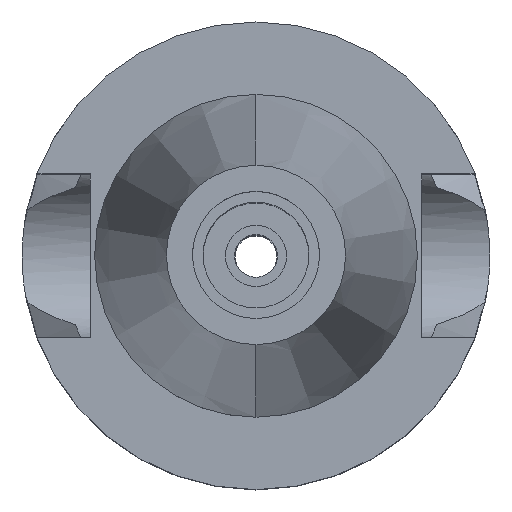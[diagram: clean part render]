
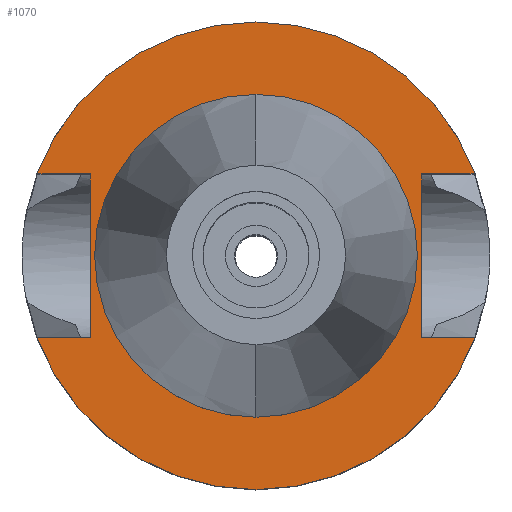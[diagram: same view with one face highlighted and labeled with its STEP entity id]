
A CAD part, top view. The second image highlights one B-rep face of the part: STEP entity #1070.
In plain terms, the highlighted planar face has unit normal (0, 0, 1).
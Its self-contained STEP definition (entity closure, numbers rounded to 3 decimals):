
#13 = ORIENTED_EDGE ( 'NONE', *, *, #2028, .F. ) ;
#22 = LINE ( 'NONE', #938, #1312 ) ;
#45 = AXIS2_PLACEMENT_3D ( 'NONE', #2508, #2490, #2700 ) ;
#70 = CARTESIAN_POINT ( 'NONE',  ( -16.3, -8.05, -1. ) ) ;
#129 = EDGE_CURVE ( 'NONE', #2132, #757, #1117, .T. ) ;
#145 = VERTEX_POINT ( 'NONE', #982 ) ;
#146 = VECTOR ( 'NONE', #1086, 1000. ) ;
#151 = ORIENTED_EDGE ( 'NONE', *, *, #2005, .T. ) ;
#175 = VERTEX_POINT ( 'NONE', #547 ) ;
#183 = FACE_OUTER_BOUND ( 'NONE', #1139, .T. ) ;
#229 = EDGE_CURVE ( 'NONE', #365, #2132, #22, .T. ) ;
#232 = CARTESIAN_POINT ( 'NONE',  ( -21.545, 8.05, -1. ) ) ;
#253 = DIRECTION ( 'NONE',  ( 0., -1., 0. ) ) ;
#279 = VERTEX_POINT ( 'NONE', #232 ) ;
#315 = DIRECTION ( 'NONE',  ( 0., 1., 0. ) ) ;
#345 = EDGE_CURVE ( 'NONE', #473, #757, #2232, .T. ) ;
#365 = VERTEX_POINT ( 'NONE', #1353 ) ;
#387 = DIRECTION ( 'NONE',  ( 0., 0., -1. ) ) ;
#431 = LINE ( 'NONE', #70, #854 ) ;
#473 = VERTEX_POINT ( 'NONE', #1482 ) ;
#480 = DIRECTION ( 'NONE',  ( 0., 1., 0. ) ) ;
#543 = EDGE_CURVE ( 'NONE', #2422, #175, #1672, .T. ) ;
#547 = CARTESIAN_POINT ( 'NONE',  ( 0., 15.875, -1. ) ) ;
#624 = DIRECTION ( 'NONE',  ( 0., -1., 0. ) ) ;
#663 = VERTEX_POINT ( 'NONE', #2069 ) ;
#667 = VECTOR ( 'NONE', #2383, 1000. ) ;
#751 = ORIENTED_EDGE ( 'NONE', *, *, #543, .F. ) ;
#757 = VERTEX_POINT ( 'NONE', #2231 ) ;
#764 = EDGE_CURVE ( 'NONE', #473, #663, #431, .T. ) ;
#773 = CARTESIAN_POINT ( 'NONE',  ( 0., 0., -1. ) ) ;
#832 = CARTESIAN_POINT ( 'NONE',  ( 0., -15.875, -1. ) ) ;
#854 = VECTOR ( 'NONE', #480, 1000. ) ;
#938 = CARTESIAN_POINT ( 'NONE',  ( 16.3, -8.05, -1. ) ) ;
#982 = CARTESIAN_POINT ( 'NONE',  ( 16.3, 8.05, -1. ) ) ;
#1059 = CIRCLE ( 'NONE', #2166, 23. ) ;
#1070 = ADVANCED_FACE ( 'NONE', ( #183, #2480 ), #2053, .F. ) ;
#1086 = DIRECTION ( 'NONE',  ( -1., 0., 0. ) ) ;
#1096 = CARTESIAN_POINT ( 'NONE',  ( -16.3, 8.05, -1. ) ) ;
#1117 = CIRCLE ( 'NONE', #2786, 23. ) ;
#1139 = EDGE_LOOP ( 'NONE', ( #1213, #2954, #1962, #1415, #151, #13, #2524, #1977 ) ) ;
#1160 = LINE ( 'NONE', #1096, #2079 ) ;
#1213 = ORIENTED_EDGE ( 'NONE', *, *, #345, .T. ) ;
#1247 = DIRECTION ( 'NONE',  ( 0., -1., 0. ) ) ;
#1249 = DIRECTION ( 'NONE',  ( 0., -1., 0. ) ) ;
#1312 = VECTOR ( 'NONE', #2769, 1000. ) ;
#1353 = CARTESIAN_POINT ( 'NONE',  ( 16.3, -8.05, -1. ) ) ;
#1356 = DIRECTION ( 'NONE',  ( -1., 0., 0. ) ) ;
#1415 = ORIENTED_EDGE ( 'NONE', *, *, #2941, .F. ) ;
#1482 = CARTESIAN_POINT ( 'NONE',  ( -16.3, -8.05, -1. ) ) ;
#1490 = AXIS2_PLACEMENT_3D ( 'NONE', #773, #1688, #1247 ) ;
#1522 = ORIENTED_EDGE ( 'NONE', *, *, #2530, .F. ) ;
#1551 = CARTESIAN_POINT ( 'NONE',  ( 16.3, 8.05, -1. ) ) ;
#1590 = CARTESIAN_POINT ( 'NONE',  ( 0., 0., -1. ) ) ;
#1597 = LINE ( 'NONE', #1551, #2932 ) ;
#1672 = CIRCLE ( 'NONE', #1490, 15.875 ) ;
#1684 = CARTESIAN_POINT ( 'NONE',  ( 21.545, 8.05, -1. ) ) ;
#1688 = DIRECTION ( 'NONE',  ( 0., 0., 1. ) ) ;
#1729 = AXIS2_PLACEMENT_3D ( 'NONE', #1590, #2066, #624 ) ;
#1784 = CARTESIAN_POINT ( 'NONE',  ( -16.3, -8.05, -1. ) ) ;
#1945 = CARTESIAN_POINT ( 'NONE',  ( 0., 0., -1. ) ) ;
#1962 = ORIENTED_EDGE ( 'NONE', *, *, #229, .F. ) ;
#1963 = VERTEX_POINT ( 'NONE', #1684 ) ;
#1977 = ORIENTED_EDGE ( 'NONE', *, *, #764, .F. ) ;
#2005 = EDGE_CURVE ( 'NONE', #145, #1963, #2454, .T. ) ;
#2028 = EDGE_CURVE ( 'NONE', #279, #1963, #1059, .T. ) ;
#2053 = PLANE ( 'NONE',  #1729 ) ;
#2066 = DIRECTION ( 'NONE',  ( 0., 0., -1. ) ) ;
#2069 = CARTESIAN_POINT ( 'NONE',  ( -16.3, 8.05, -1. ) ) ;
#2079 = VECTOR ( 'NONE', #1356, 1000. ) ;
#2126 = CARTESIAN_POINT ( 'NONE',  ( 21.545, -8.05, -1. ) ) ;
#2132 = VERTEX_POINT ( 'NONE', #2126 ) ;
#2159 = CARTESIAN_POINT ( 'NONE',  ( 16.3, 8.05, -1. ) ) ;
#2166 = AXIS2_PLACEMENT_3D ( 'NONE', #2179, #387, #315 ) ;
#2179 = CARTESIAN_POINT ( 'NONE',  ( 0., 0., -1. ) ) ;
#2231 = CARTESIAN_POINT ( 'NONE',  ( -21.545, -8.05, -1. ) ) ;
#2232 = LINE ( 'NONE', #1784, #146 ) ;
#2359 = EDGE_LOOP ( 'NONE', ( #1522, #751 ) ) ;
#2383 = DIRECTION ( 'NONE',  ( 1., 0., 0. ) ) ;
#2388 = DIRECTION ( 'NONE',  ( 0., 0., -1. ) ) ;
#2422 = VERTEX_POINT ( 'NONE', #832 ) ;
#2454 = LINE ( 'NONE', #2159, #667 ) ;
#2455 = CIRCLE ( 'NONE', #45, 15.875 ) ;
#2480 = FACE_BOUND ( 'NONE', #2359, .T. ) ;
#2490 = DIRECTION ( 'NONE',  ( 0., 0., 1. ) ) ;
#2495 = EDGE_CURVE ( 'NONE', #663, #279, #1160, .T. ) ;
#2508 = CARTESIAN_POINT ( 'NONE',  ( 0., 0., -1. ) ) ;
#2524 = ORIENTED_EDGE ( 'NONE', *, *, #2495, .F. ) ;
#2530 = EDGE_CURVE ( 'NONE', #175, #2422, #2455, .T. ) ;
#2700 = DIRECTION ( 'NONE',  ( 0., 1., 0. ) ) ;
#2769 = DIRECTION ( 'NONE',  ( 1., 0., 0. ) ) ;
#2786 = AXIS2_PLACEMENT_3D ( 'NONE', #1945, #2388, #1249 ) ;
#2932 = VECTOR ( 'NONE', #253, 1000. ) ;
#2941 = EDGE_CURVE ( 'NONE', #145, #365, #1597, .T. ) ;
#2954 = ORIENTED_EDGE ( 'NONE', *, *, #129, .F. ) ;
